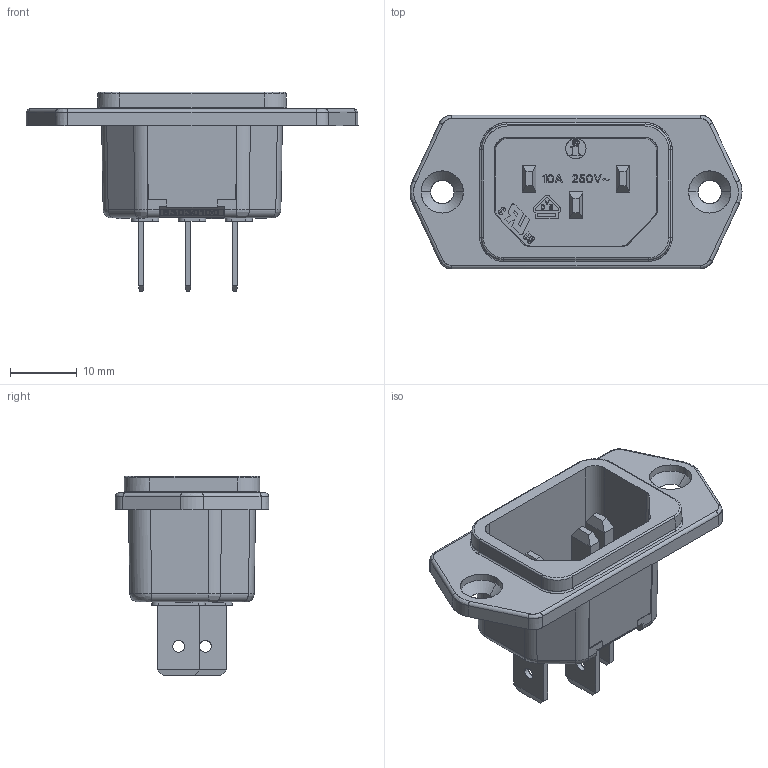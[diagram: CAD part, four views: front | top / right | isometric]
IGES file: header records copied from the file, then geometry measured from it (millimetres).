
Start section: SolidWorks IGES file using analytic representation for surfaces
Global section: file name: 83030100_R2_C14_Screw-Mount_QD_5-6-13.IGS; native system: SolidWorks 2010; preprocessor: SolidWorks 2010; author: mwinders; date: 151204.144317; units: millimetre
Bounding box: 49.64 x 23 x 29.83 mm (x, y, z)
Surface area: 6062.2 mm2 (no closed solid volume)
Topology: 0 solids, 0 shells, 1378 faces, 8633 edges, 8632 vertices
Faces by surface type: bspline 1250, revolution 128
